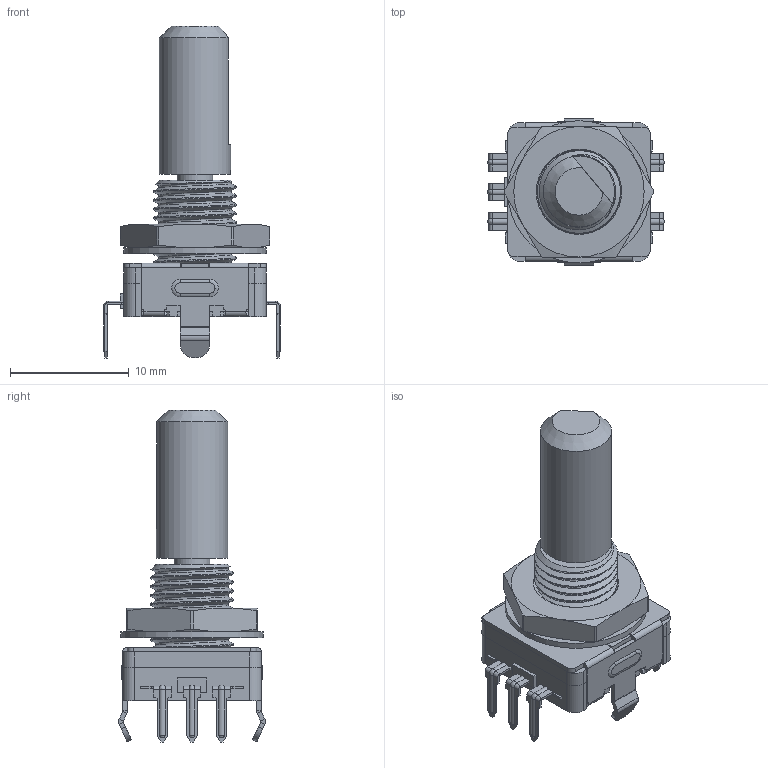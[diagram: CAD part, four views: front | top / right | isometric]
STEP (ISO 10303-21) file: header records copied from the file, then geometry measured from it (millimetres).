
FILE_DESCRIPTION(/* description */ (''),/* implementation_level */ '2;1');
FILE_NAME(/* name */ 'EC11-THT-20F-thread-green_1.step',/* time_stamp */ '2024-07-01T17:53:11-03:00',/* author */ (''),/* organization */ (''),/* preprocessor_version */ 'ST-DEVELOPER v20',/* originating_system */ 'Autodesk Translation Framework v13.14.0.145',/* authorisation */ '');
FILE_SCHEMA (('AUTOMOTIVE_DESIGN { 1 0 10303 214 3 1 1 }'));
Length unit declared in the file: millimetre
Products named in the file (4): (Não salvo); EC11-Base; EC11-Shaft-F; EC11-Housing-THT
Assembly tree (3 placements, depth 2):
  (Não salvo)
    EC11-Base
    EC11-Shaft-F
    EC11-Housing-THT
Bounding box: 14.9 x 12.4 x 28 mm (x, y, z)
Volume: 1339.2 mm3; surface area: 2345.3 mm2
Topology: 11 solids, 11 shells, 472 faces, 1190 edges, 734 vertices
Faces by surface type: plane 287, cylinder 127, bspline 28, cone 16, sphere 10, torus 4
Full cylindrical faces by diameter (mm): 3 x2, 6 x1, 6.188 x2, 7 x8, 7.2 x1, 12 x1
Entity records: 32704 total; most frequent: CARTESIAN_POINT 21323, ORIENTED_EDGE 2374, DIRECTION 2296, EDGE_CURVE 1187, LINE 814, VECTOR 814, AXIS2_PLACEMENT_3D 741, VERTEX_POINT 734
